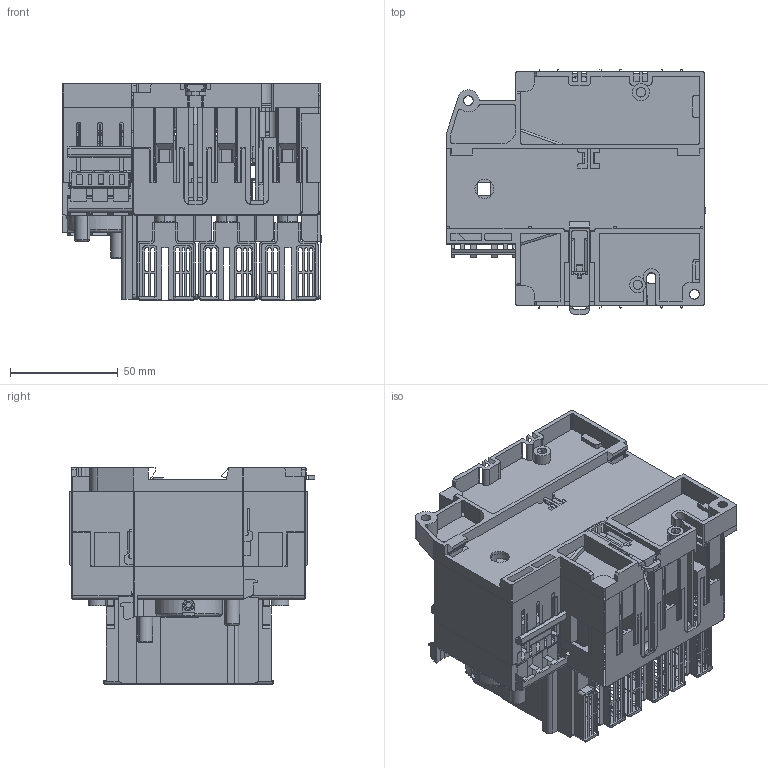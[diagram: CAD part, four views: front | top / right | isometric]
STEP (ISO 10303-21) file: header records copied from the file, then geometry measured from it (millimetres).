
FILE_DESCRIPTION((''),'2;1');
FILE_NAME('10000186673','2013-07-22T',('ABSchul1'),('Rockwell Automation'),'PRO/ENGINEER BY PARAMETRIC TECHNOLOGY CORPORATION, 2010140','PRO/ENGINEER BY PARAMETRIC TECHNOLOGY CORPORATION, 2010140','');
FILE_SCHEMA(('CONFIG_CONTROL_DESIGN'));
Products named in the file (1): 10000186673
Bounding box: 120.25 x 113.99 x 100.5 mm (x, y, z)
Surface area: 171940.5 mm2 (no closed solid volume)
Topology: 0 solids, 106 shells, 1666 faces, 10403 edges, 8542 vertices
Faces by surface type: plane 1250, cylinder 371, torus 29, cone 8, sphere 5, bspline 3
Entity records: 102740 total; most frequent: CARTESIAN_POINT 29121, ORIENTED_EDGE 13473, DIRECTION 13051, EDGE_CURVE 10398, VERTEX_POINT 8542, VECTOR 8061, LINE 8061, AXIS2_PLACEMENT_3D 2495
